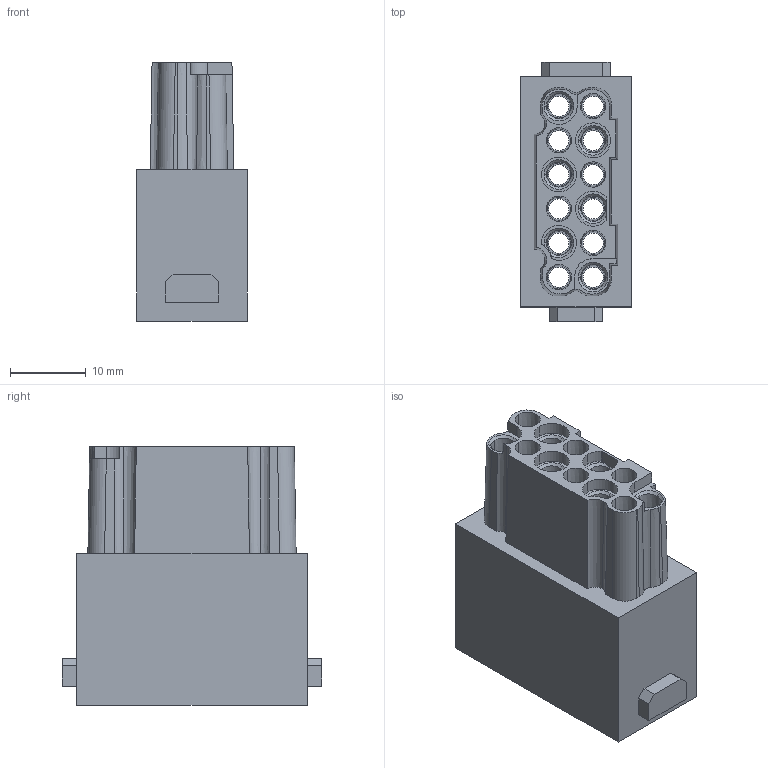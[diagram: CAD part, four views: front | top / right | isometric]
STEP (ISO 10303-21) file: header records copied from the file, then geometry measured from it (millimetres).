
FILE_DESCRIPTION(('HOOPS Exchange Step'),'2;1');
FILE_NAME('export-1B55E3BC-675E-4B6C-A5D8-FB3B060A1E5E.stp','2022-10-05T14:37:57+02:00',('Engineering'),('Alibre'),'HOOPS Exchange 2021.0','Alibre','Unknown authorisation');
FILE_SCHEMA( ('AP242_MANAGED_MODEL_BASED_3D_ENGINEERING_MIM_LF {1 0 10303 442 1 1 4 }') );
Length unit declared in the file: millimetre
Products named in the file (2): 6068-1 Contact insert module - HC-M-12-CT-F - 1414355; 6068 Contact insert module - HC-M-12-CT-F - 1414355
Assembly tree (1 placements, depth 2):
  6068 Contact insert module - HC-M-12-CT-F - 1414355
    6068-1 Contact insert module - HC-M-12-CT-F - 1414355
Bounding box: 14.6 x 34.1 x 34 mm (x, y, z)
Volume: 8420 mm3; surface area: 8127.2 mm2
Topology: 1 solids, 1 shells, 223 faces, 609 edges, 405 vertices
Faces by surface type: cylinder 94, cone 70, plane 59
Entity records: 7550 total; most frequent: CARTESIAN_POINT 1479, DIRECTION 1377, ORIENTED_EDGE 1218, EDGE_CURVE 609, AXIS2_PLACEMENT_3D 554, VERTEX_POINT 405, CIRCLE 322, VECTOR 269
